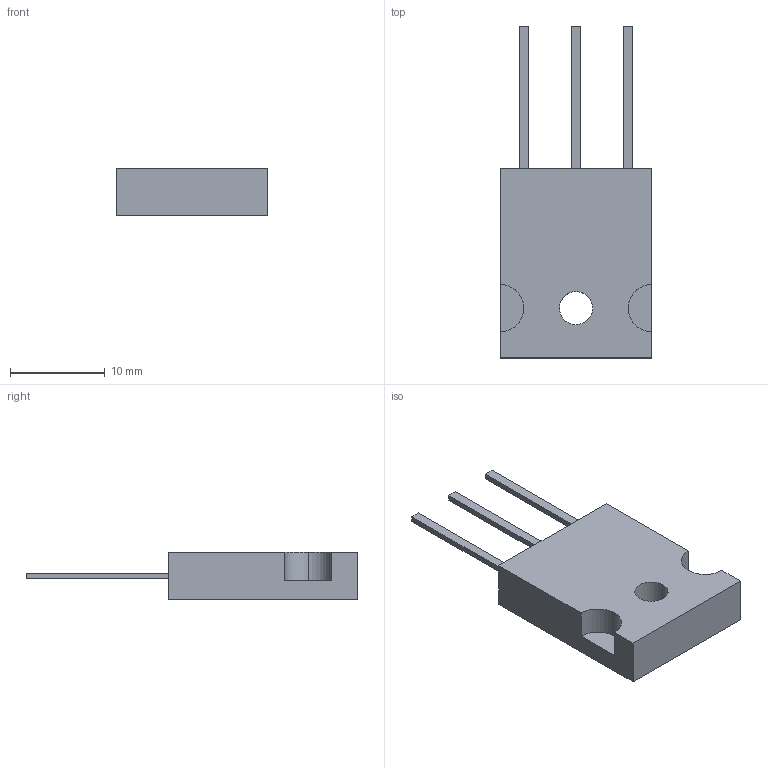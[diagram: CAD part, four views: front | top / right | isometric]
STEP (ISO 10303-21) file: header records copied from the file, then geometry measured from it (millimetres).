
FILE_DESCRIPTION(('CATIA V5 STEP Exchange'),'2;1');
FILE_NAME('VT_Part11.stp','2009-08-28T10:29:59+00:00',('none'),('none'),'CATIA Version 5 Release 18 GA (IN-10)','CATIA V5 STEP AP203','none');
FILE_SCHEMA(('CONFIG_CONTROL_DESIGN'));
Length unit declared in the file: millimetre
Products named in the file (1): Деталь10
Bounding box: 16 x 35 x 5 mm (x, y, z)
Volume: 1520 mm3; surface area: 1196.9 mm2
Topology: 1 solids, 1 shells, 29 faces, 72 edges, 48 vertices
Faces by surface type: plane 23, cylinder 6
Entity records: 842 total; most frequent: ORIENTED_EDGE 144, CARTESIAN_POINT 140, DIRECTION 110, EDGE_CURVE 72, VECTOR 60, LINE 60, VERTEX_POINT 48, EDGE_LOOP 34
